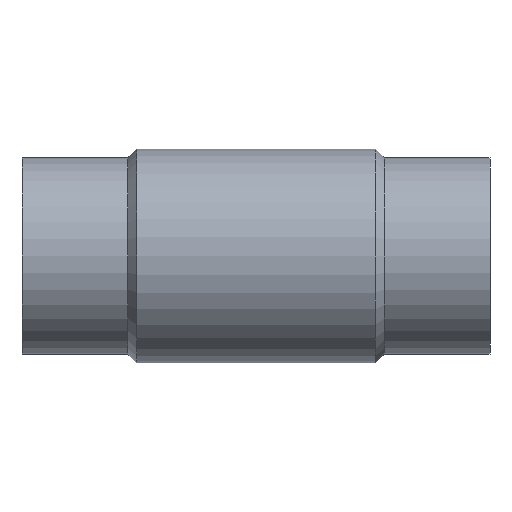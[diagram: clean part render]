
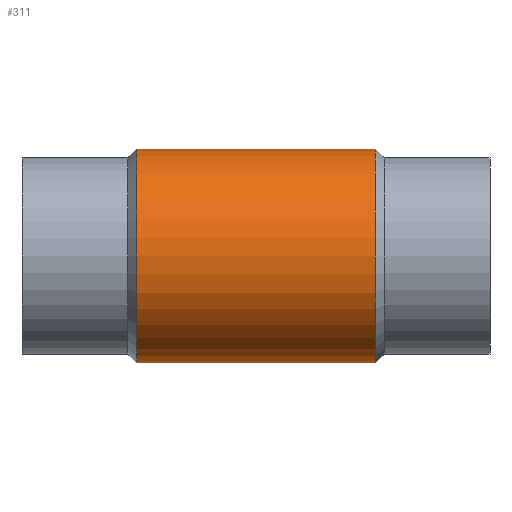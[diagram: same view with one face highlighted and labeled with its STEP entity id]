
A CAD part, front view. The second image highlights one B-rep face of the part: STEP entity #311.
In plain terms, the highlighted cylindrical face has radius 171.8 mm (diameter 343.6 mm), a full revolution.
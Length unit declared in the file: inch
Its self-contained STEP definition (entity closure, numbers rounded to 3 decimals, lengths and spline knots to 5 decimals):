
#18 = CARTESIAN_POINT ( 'NONE',  ( -28.33071, 13.52756, 6.76378 ) ) ;
#34 = CARTESIAN_POINT ( 'NONE',  ( -7.25591, 0., 0. ) ) ;
#35 = DIRECTION ( 'NONE',  ( 1., 0., 0. ) ) ;
#37 = CARTESIAN_POINT ( 'NONE',  ( -1.27559, 13.52756, -6.76378 ) ) ;
#38 = EDGE_LOOP ( 'NONE', ( #198 ) ) ;
#49 = CARTESIAN_POINT ( 'NONE',  ( -1.27559, 13.52756, 6.76378 ) ) ;
#50 = AXIS2_PLACEMENT_3D ( 'NONE', #34, #35, #71 ) ;
#54 = CARTESIAN_POINT ( 'NONE',  ( -22.35039, 6.76378, 0. ) ) ;
#71 = DIRECTION ( 'NONE',  ( 0., 1., 0. ) ) ;
#80 = AXIS2_PLACEMENT_3D ( 'NONE', #330, #362, #353 ) ;
#83 = EDGE_CURVE ( 'NONE', #147, #147, #85, .T. ) ;
#85 = CIRCLE ( 'NONE', #80, 6.76378 ) ;
#100 =( BOUNDED_CURVE ( )  B_SPLINE_CURVE ( 3, ( #144, #18, #304, #285 ),
 .UNSPECIFIED., .F., .T. ) 
 B_SPLINE_CURVE_WITH_KNOTS ( ( 4, 4 ),
 ( 1.5708, 4.71239 ),
 .UNSPECIFIED. ) 
 CURVE ( )  GEOMETRIC_REPRESENTATION_ITEM ( )  RATIONAL_B_SPLINE_CURVE ( ( 1., 0.333, 0.333, 1. ) ) 
 REPRESENTATION_ITEM ( '' )  );
#101 = CARTESIAN_POINT ( 'NONE',  ( -7.25591, 6.76378, 0. ) ) ;
#114 = EDGE_CURVE ( 'NONE', #294, #294, #153, .T. ) ;
#115 = CYLINDRICAL_SURFACE ( 'NONE', #121, 6.76378 ) ;
#121 = AXIS2_PLACEMENT_3D ( 'NONE', #347, #184, #367 ) ;
#144 = CARTESIAN_POINT ( 'NONE',  ( -14.80315, 0., 6.76378 ) ) ;
#145 = CARTESIAN_POINT ( 'NONE',  ( -14.80315, 0., -6.76378 ) ) ;
#147 = VERTEX_POINT ( 'NONE', #54 ) ;
#153 = CIRCLE ( 'NONE', #50, 6.76378 ) ;
#158 = EDGE_CURVE ( 'NONE', #266, #351, #280, .T. ) ;
#172 = ORIENTED_EDGE ( 'NONE', *, *, #114, .F. ) ;
#184 = DIRECTION ( 'NONE',  ( 1., 0., 0. ) ) ;
#198 = ORIENTED_EDGE ( 'NONE', *, *, #83, .F. ) ;
#204 = FACE_BOUND ( 'NONE', #333, .T. ) ;
#210 = CARTESIAN_POINT ( 'NONE',  ( -14.80315, 0., 6.76378 ) ) ;
#258 = ORIENTED_EDGE ( 'NONE', *, *, #341, .T. ) ;
#261 = ORIENTED_EDGE ( 'NONE', *, *, #158, .T. ) ;
#266 = VERTEX_POINT ( 'NONE', #286 ) ;
#280 =( BOUNDED_CURVE ( )  B_SPLINE_CURVE ( 3, ( #145, #37, #49, #375 ),
 .UNSPECIFIED., .F., .T. ) 
 B_SPLINE_CURVE_WITH_KNOTS ( ( 4, 4 ),
 ( 1.5708, 4.71239 ),
 .UNSPECIFIED. ) 
 CURVE ( )  GEOMETRIC_REPRESENTATION_ITEM ( )  RATIONAL_B_SPLINE_CURVE ( ( 1., 0.333, 0.333, 1. ) ) 
 REPRESENTATION_ITEM ( '' )  );
#285 = CARTESIAN_POINT ( 'NONE',  ( -14.80315, 0., -6.76378 ) ) ;
#286 = CARTESIAN_POINT ( 'NONE',  ( -14.80315, 0., -6.76378 ) ) ;
#294 = VERTEX_POINT ( 'NONE', #101 ) ;
#304 = CARTESIAN_POINT ( 'NONE',  ( -28.33071, 13.52756, -6.76378 ) ) ;
#311 = ADVANCED_FACE ( 'NONE', ( #204, #386, #316 ), #115, .T. ) ;
#316 = FACE_OUTER_BOUND ( 'NONE', #372, .T. ) ;
#330 = CARTESIAN_POINT ( 'NONE',  ( -22.35039, 0., 0. ) ) ;
#333 = EDGE_LOOP ( 'NONE', ( #258, #261 ) ) ;
#341 = EDGE_CURVE ( 'NONE', #351, #266, #100, .T. ) ;
#347 = CARTESIAN_POINT ( 'NONE',  ( -14.80315, 0., 0. ) ) ;
#351 = VERTEX_POINT ( 'NONE', #210 ) ;
#353 = DIRECTION ( 'NONE',  ( 0., 1., 0. ) ) ;
#362 = DIRECTION ( 'NONE',  ( -1., 0., 0. ) ) ;
#367 = DIRECTION ( 'NONE',  ( 0., 0., -1. ) ) ;
#372 = EDGE_LOOP ( 'NONE', ( #172 ) ) ;
#375 = CARTESIAN_POINT ( 'NONE',  ( -14.80315, 0., 6.76378 ) ) ;
#386 = FACE_OUTER_BOUND ( 'NONE', #38, .T. ) ;
